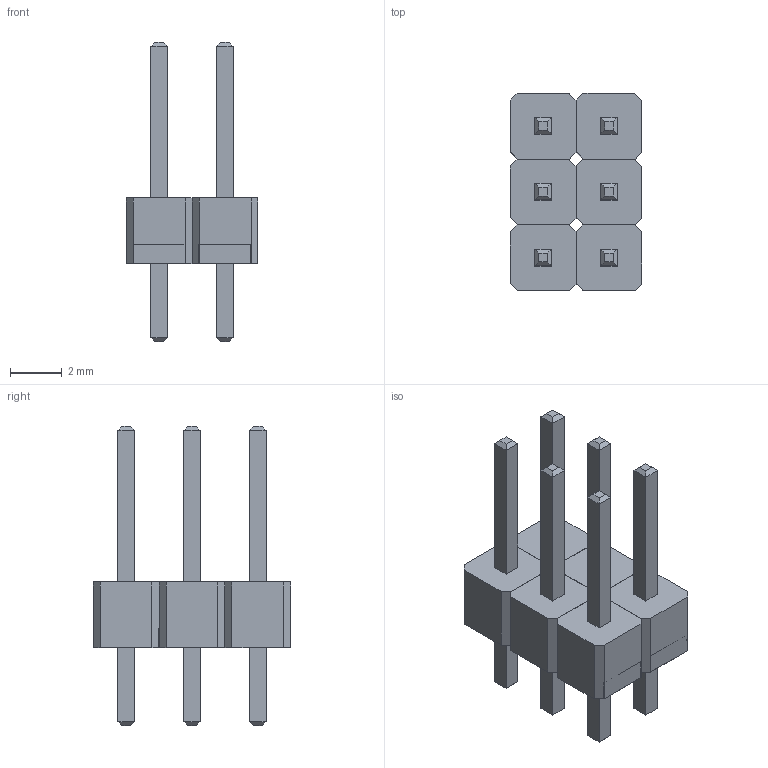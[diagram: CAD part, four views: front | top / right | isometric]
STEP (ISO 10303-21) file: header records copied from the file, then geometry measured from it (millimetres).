
FILE_DESCRIPTION(/* description */ (''),/* implementation_level */ '2;1');
FILE_NAME(/* name */ 'PLD-6.step',/* time_stamp */ '2021-11-04T16:31:10+03:00',/* author */ (''),/* organization */ (''),/* preprocessor_version */ 'ST-DEVELOPER v18.1',/* originating_system */ 'Autodesk Translation Framework v10.10.0.1391',/* authorisation */ '');
FILE_SCHEMA (('AUTOMOTIVE_DESIGN { 1 0 10303 214 3 1 1 }'));
Length unit declared in the file: millimetre
Products named in the file (1): PLD-6
Bounding box: 5.08 x 7.62 x 11.54 mm (x, y, z)
Volume: 97.3 mm3; surface area: 463.1 mm2
Topology: 12 solids, 12 shells, 198 faces, 456 edges, 288 vertices
Faces by surface type: plane 198
Entity records: 5476 total; most frequent: CARTESIAN_POINT 943, ORIENTED_EDGE 912, DIRECTION 854, LINE 456, VECTOR 456, EDGE_CURVE 456, VERTEX_POINT 288, EDGE_LOOP 216
